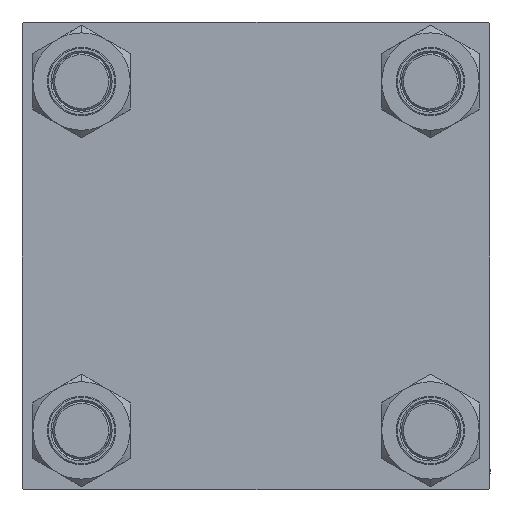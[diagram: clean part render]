
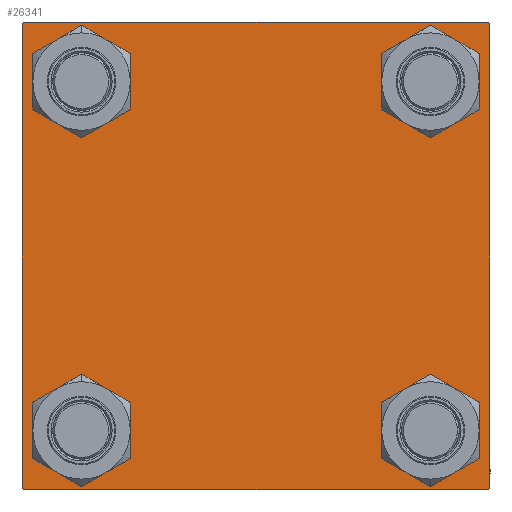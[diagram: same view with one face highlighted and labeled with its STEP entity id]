
A CAD part, left-side view. The second image highlights one B-rep face of the part: STEP entity #26341.
In plain terms, the highlighted planar face has unit normal (-1, 0, 0).
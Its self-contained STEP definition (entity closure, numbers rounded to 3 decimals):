
#99 = DIRECTION ( 'NONE',  ( 1., 0., 0. ) ) ;
#479 = EDGE_CURVE ( 'NONE', #32130, #31170, #39243, .T. ) ;
#677 = CIRCLE ( 'NONE', #8967, 8.5 ) ;
#1054 = FACE_BOUND ( 'NONE', #47549, .T. ) ;
#1255 = VERTEX_POINT ( 'NONE', #16001 ) ;
#1747 = EDGE_CURVE ( 'NONE', #2821, #25246, #45500, .T. ) ;
#2448 = CARTESIAN_POINT ( 'NONE',  ( 0., 48.45, -39.95 ) ) ;
#2821 = VERTEX_POINT ( 'NONE', #27659 ) ;
#3370 = ORIENTED_EDGE ( 'NONE', *, *, #49280, .T. ) ;
#3469 = VERTEX_POINT ( 'NONE', #20506 ) ;
#4500 = DIRECTION ( 'NONE',  ( 0., 0., 1. ) ) ;
#4534 = VECTOR ( 'NONE', #46075, 1000. ) ;
#4539 = ORIENTED_EDGE ( 'NONE', *, *, #43699, .T. ) ;
#4695 = DIRECTION ( 'NONE',  ( 0., 0., 1. ) ) ;
#4913 = EDGE_CURVE ( 'NONE', #49009, #10501, #20130, .T. ) ;
#6166 = ORIENTED_EDGE ( 'NONE', *, *, #32047, .T. ) ;
#6231 = AXIS2_PLACEMENT_3D ( 'NONE', #32016, #12069, #36422 ) ;
#6687 = CARTESIAN_POINT ( 'NONE',  ( 0., 48.45, -48.45 ) ) ;
#7064 = CARTESIAN_POINT ( 'NONE',  ( 0., 64.75, -64.75 ) ) ;
#7109 = DIRECTION ( 'NONE',  ( 0., -1., 0. ) ) ;
#7423 = VERTEX_POINT ( 'NONE', #10682 ) ;
#7452 = DIRECTION ( 'NONE',  ( 0., 0., 1. ) ) ;
#8967 = AXIS2_PLACEMENT_3D ( 'NONE', #22035, #28797, #21773 ) ;
#9365 = CARTESIAN_POINT ( 'NONE',  ( 0., -65., -64.5 ) ) ;
#9375 = DIRECTION ( 'NONE',  ( 0., 0., 1. ) ) ;
#9789 = CIRCLE ( 'NONE', #47031, 8.5 ) ;
#10287 = ORIENTED_EDGE ( 'NONE', *, *, #4913, .T. ) ;
#10501 = VERTEX_POINT ( 'NONE', #42363 ) ;
#10682 = CARTESIAN_POINT ( 'NONE',  ( 0., 48.45, 39.95 ) ) ;
#11170 = CIRCLE ( 'NONE', #48349, 8.5 ) ;
#11588 = ORIENTED_EDGE ( 'NONE', *, *, #20668, .T. ) ;
#11702 = ORIENTED_EDGE ( 'NONE', *, *, #33793, .T. ) ;
#11778 = VECTOR ( 'NONE', #25764, 1000. ) ;
#12069 = DIRECTION ( 'NONE',  ( 1., 0., 0. ) ) ;
#12126 = CARTESIAN_POINT ( 'NONE',  ( 0., -48.45, 39.95 ) ) ;
#12579 = CARTESIAN_POINT ( 'NONE',  ( 0., -48.45, -56.95 ) ) ;
#12804 = EDGE_LOOP ( 'NONE', ( #31400, #19775, #15499, #11588, #48360, #32763, #36381, #23995 ) ) ;
#12978 = FACE_OUTER_BOUND ( 'NONE', #12804, .T. ) ;
#13227 = FACE_BOUND ( 'NONE', #25318, .T. ) ;
#13493 = PLANE ( 'NONE',  #44322 ) ;
#15385 = DIRECTION ( 'NONE',  ( 1., 0., 0. ) ) ;
#15499 = ORIENTED_EDGE ( 'NONE', *, *, #479, .T. ) ;
#15571 = EDGE_CURVE ( 'NONE', #3469, #37460, #37363, .T. ) ;
#15579 = EDGE_CURVE ( 'NONE', #1255, #44770, #48233, .T. ) ;
#15841 = LINE ( 'NONE', #23639, #34010 ) ;
#16001 = CARTESIAN_POINT ( 'NONE',  ( 0., -48.45, -39.95 ) ) ;
#16767 = CARTESIAN_POINT ( 'NONE',  ( 0., 48.45, 56.95 ) ) ;
#16776 = AXIS2_PLACEMENT_3D ( 'NONE', #26804, #15385, #31212 ) ;
#16846 = FACE_BOUND ( 'NONE', #22568, .T. ) ;
#16848 = EDGE_LOOP ( 'NONE', ( #6166, #10287 ) ) ;
#16914 = CARTESIAN_POINT ( 'NONE',  ( 0., 64.5, -65. ) ) ;
#17284 = DIRECTION ( 'NONE',  ( 0., 0.707, 0.707 ) ) ;
#17382 = DIRECTION ( 'NONE',  ( 0., 0., -1. ) ) ;
#17582 = AXIS2_PLACEMENT_3D ( 'NONE', #21025, #32955, #9375 ) ;
#17798 = CARTESIAN_POINT ( 'NONE',  ( 0., -64.75, -64.75 ) ) ;
#18544 = ORIENTED_EDGE ( 'NONE', *, *, #47438, .T. ) ;
#19713 = VERTEX_POINT ( 'NONE', #2448 ) ;
#19775 = ORIENTED_EDGE ( 'NONE', *, *, #32855, .T. ) ;
#20130 = CIRCLE ( 'NONE', #40834, 8.5 ) ;
#20506 = CARTESIAN_POINT ( 'NONE',  ( 0., -65., 64.5 ) ) ;
#20668 = EDGE_CURVE ( 'NONE', #31170, #37460, #41400, .T. ) ;
#20989 = CARTESIAN_POINT ( 'NONE',  ( 0., -64.5, -65. ) ) ;
#21025 = CARTESIAN_POINT ( 'NONE',  ( 0., -48.45, -48.45 ) ) ;
#21727 = EDGE_CURVE ( 'NONE', #19713, #42929, #11170, .T. ) ;
#21773 = DIRECTION ( 'NONE',  ( 0., 0., 1. ) ) ;
#22035 = CARTESIAN_POINT ( 'NONE',  ( 0., 48.45, 48.45 ) ) ;
#22438 = DIRECTION ( 'NONE',  ( 0., 0., 1. ) ) ;
#22568 = EDGE_LOOP ( 'NONE', ( #3370, #11702 ) ) ;
#23623 = LINE ( 'NONE', #47475, #34421 ) ;
#23639 = CARTESIAN_POINT ( 'NONE',  ( 0., 64.75, 64.75 ) ) ;
#23995 = ORIENTED_EDGE ( 'NONE', *, *, #36648, .T. ) ;
#24379 = CARTESIAN_POINT ( 'NONE',  ( 0., 0., 0. ) ) ;
#24406 = CIRCLE ( 'NONE', #6231, 8.5 ) ;
#25246 = VERTEX_POINT ( 'NONE', #36376 ) ;
#25318 = EDGE_LOOP ( 'NONE', ( #48647, #4539 ) ) ;
#25764 = DIRECTION ( 'NONE',  ( 0., -1., 0. ) ) ;
#26341 = ADVANCED_FACE ( 'NONE', ( #48756, #13227, #1054, #16846, #12978 ), #13493, .T. ) ;
#26804 = CARTESIAN_POINT ( 'NONE',  ( 0., -48.45, -48.45 ) ) ;
#26999 = CARTESIAN_POINT ( 'NONE',  ( 0., 65., 65. ) ) ;
#27011 = LINE ( 'NONE', #7064, #42072 ) ;
#27659 = CARTESIAN_POINT ( 'NONE',  ( 0., 64.5, 65. ) ) ;
#28568 = CARTESIAN_POINT ( 'NONE',  ( 0., -65., 65. ) ) ;
#28797 = DIRECTION ( 'NONE',  ( 1., 0., 0. ) ) ;
#28813 = VERTEX_POINT ( 'NONE', #42493 ) ;
#30229 = CARTESIAN_POINT ( 'NONE',  ( 0., -48.45, 48.45 ) ) ;
#31170 = VERTEX_POINT ( 'NONE', #20989 ) ;
#31187 = ORIENTED_EDGE ( 'NONE', *, *, #21727, .T. ) ;
#31212 = DIRECTION ( 'NONE',  ( 0., 0., 1. ) ) ;
#31400 = ORIENTED_EDGE ( 'NONE', *, *, #33607, .T. ) ;
#32016 = CARTESIAN_POINT ( 'NONE',  ( 0., 48.45, 48.45 ) ) ;
#32047 = EDGE_CURVE ( 'NONE', #10501, #49009, #9789, .T. ) ;
#32130 = VERTEX_POINT ( 'NONE', #16914 ) ;
#32763 = ORIENTED_EDGE ( 'NONE', *, *, #50901, .T. ) ;
#32855 = EDGE_CURVE ( 'NONE', #46722, #32130, #27011, .T. ) ;
#32955 = DIRECTION ( 'NONE',  ( 1., 0., 0. ) ) ;
#33607 = EDGE_CURVE ( 'NONE', #28813, #46722, #35178, .T. ) ;
#33793 = EDGE_CURVE ( 'NONE', #7423, #50871, #677, .T. ) ;
#34008 = DIRECTION ( 'NONE',  ( 0., -0.707, -0.707 ) ) ;
#34010 = VECTOR ( 'NONE', #43093, 1000. ) ;
#34421 = VECTOR ( 'NONE', #17284, 1000. ) ;
#34919 = DIRECTION ( 'NONE',  ( 0., 0., -1. ) ) ;
#35178 = LINE ( 'NONE', #43221, #45396 ) ;
#36376 = CARTESIAN_POINT ( 'NONE',  ( 0., -64.5, 65. ) ) ;
#36381 = ORIENTED_EDGE ( 'NONE', *, *, #1747, .F. ) ;
#36422 = DIRECTION ( 'NONE',  ( 0., 0., 1. ) ) ;
#36648 = EDGE_CURVE ( 'NONE', #2821, #28813, #15841, .T. ) ;
#37363 = LINE ( 'NONE', #28568, #45777 ) ;
#37387 = VECTOR ( 'NONE', #7109, 1000. ) ;
#37460 = VERTEX_POINT ( 'NONE', #9365 ) ;
#38615 = DIRECTION ( 'NONE',  ( 0., 0., 1. ) ) ;
#39243 = LINE ( 'NONE', #50388, #37387 ) ;
#40027 = CARTESIAN_POINT ( 'NONE',  ( 0., -48.45, 48.45 ) ) ;
#40221 = DIRECTION ( 'NONE',  ( -1., 0., 0. ) ) ;
#40834 = AXIS2_PLACEMENT_3D ( 'NONE', #30229, #42157, #22438 ) ;
#41400 = LINE ( 'NONE', #17798, #4534 ) ;
#42072 = VECTOR ( 'NONE', #34008, 1000. ) ;
#42157 = DIRECTION ( 'NONE',  ( 1., 0., 0. ) ) ;
#42363 = CARTESIAN_POINT ( 'NONE',  ( 0., -48.45, 56.95 ) ) ;
#42493 = CARTESIAN_POINT ( 'NONE',  ( 0., 65., 64.5 ) ) ;
#42929 = VERTEX_POINT ( 'NONE', #47939 ) ;
#43093 = DIRECTION ( 'NONE',  ( 0., 0.707, -0.707 ) ) ;
#43221 = CARTESIAN_POINT ( 'NONE',  ( 0., 65., 65. ) ) ;
#43426 = AXIS2_PLACEMENT_3D ( 'NONE', #46153, #46393, #38615 ) ;
#43699 = EDGE_CURVE ( 'NONE', #44770, #1255, #49894, .T. ) ;
#44322 = AXIS2_PLACEMENT_3D ( 'NONE', #24379, #40221, #4695 ) ;
#44770 = VERTEX_POINT ( 'NONE', #12579 ) ;
#45396 = VECTOR ( 'NONE', #34919, 1000. ) ;
#45500 = LINE ( 'NONE', #26999, #11778 ) ;
#45777 = VECTOR ( 'NONE', #17382, 1000. ) ;
#46075 = DIRECTION ( 'NONE',  ( 0., -0.707, 0.707 ) ) ;
#46153 = CARTESIAN_POINT ( 'NONE',  ( 0., 48.45, -48.45 ) ) ;
#46393 = DIRECTION ( 'NONE',  ( 1., 0., 0. ) ) ;
#46614 = DIRECTION ( 'NONE',  ( 1., 0., 0. ) ) ;
#46722 = VERTEX_POINT ( 'NONE', #49747 ) ;
#47031 = AXIS2_PLACEMENT_3D ( 'NONE', #40027, #99, #4500 ) ;
#47438 = EDGE_CURVE ( 'NONE', #42929, #19713, #49193, .T. ) ;
#47475 = CARTESIAN_POINT ( 'NONE',  ( 0., -64.75, 64.75 ) ) ;
#47549 = EDGE_LOOP ( 'NONE', ( #31187, #18544 ) ) ;
#47939 = CARTESIAN_POINT ( 'NONE',  ( 0., 48.45, -56.95 ) ) ;
#48233 = CIRCLE ( 'NONE', #17582, 8.5 ) ;
#48349 = AXIS2_PLACEMENT_3D ( 'NONE', #6687, #46614, #7452 ) ;
#48360 = ORIENTED_EDGE ( 'NONE', *, *, #15571, .F. ) ;
#48647 = ORIENTED_EDGE ( 'NONE', *, *, #15579, .T. ) ;
#48756 = FACE_BOUND ( 'NONE', #16848, .T. ) ;
#49009 = VERTEX_POINT ( 'NONE', #12126 ) ;
#49193 = CIRCLE ( 'NONE', #43426, 8.5 ) ;
#49280 = EDGE_CURVE ( 'NONE', #50871, #7423, #24406, .T. ) ;
#49747 = CARTESIAN_POINT ( 'NONE',  ( 0., 65., -64.5 ) ) ;
#49894 = CIRCLE ( 'NONE', #16776, 8.5 ) ;
#50388 = CARTESIAN_POINT ( 'NONE',  ( 0., 65., -65. ) ) ;
#50871 = VERTEX_POINT ( 'NONE', #16767 ) ;
#50901 = EDGE_CURVE ( 'NONE', #3469, #25246, #23623, .T. ) ;
